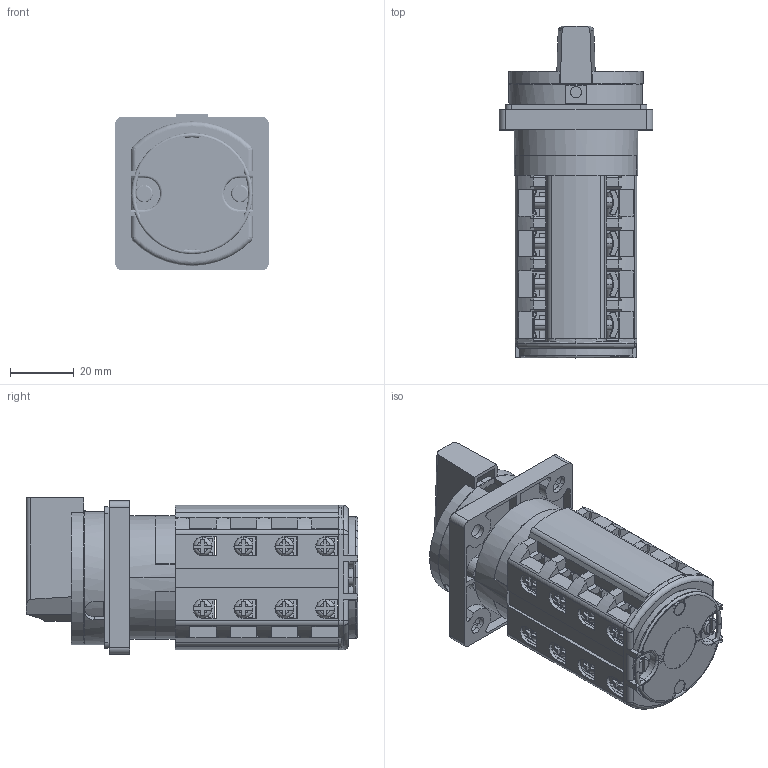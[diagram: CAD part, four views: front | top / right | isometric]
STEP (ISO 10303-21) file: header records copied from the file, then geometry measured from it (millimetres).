
FILE_DESCRIPTION((''),'2;1');
FILE_NAME('004773056_CS_25_U_LK_1P_ASM','2021-12-07T',('marketing.praksa'),('Audax d.o.o.'),'CREO PARAMETRIC BY PTC INC, 2017480','CREO PARAMETRIC BY PTC INC, 2017480','');
FILE_SCHEMA(('AUTOMOTIVE_DESIGN { 1 0 10303 214 1 1 1 1 }'));
Length unit declared in the file: millimetre
Products named in the file (51): SKLOP_LK_TURSKI_PLOCI_MAL-322_1; S_-301349_-ZAVRTKA_SO_STE-322_1; S_-301349_-ZAVRTKA_SO_STE-322_2; S_-301349_-ZAVRTKA_SO_STE-322_3; S_-301349_-ZAVRTKA_SO_STE-322_4; S_-301349_-ZAVRTKA_SO_STE-322_5; S_-301349_-ZAVRTKA_SO_STE-322_6; S_-301349_-ZAVRTKA_SO_STE-322_7; S_-301349_-ZAVRTKA_SO_STE-322_8; S_-S53408N_-KUKISTE_KONTAKTNO_1; S_-301349_-ZAVRTKA_SO_STE-322_9; S_-301349_-ZAVRTKA_SO_STE-32_10; S_-301349_-ZAVRTKA_SO_STE-32_11; S_-301349_-ZAVRTKA_SO_STE-32_12; S_-301349_-ZAVRTKA_SO_STE-32_13; S_-301349_-ZAVRTKA_SO_STE-32_14; S_-301349_-ZAVRTKA_SO_STE-32_15; S_-301349_-ZAVRTKA_SO_STE-32_16; S_-301349_-ZAVRTKA_SO_STE-32_17; S_-301349_-ZAVRTKA_SO_STE-32_18; S_-301349_-ZAVRTKA_SO_STE-32_19; S_-301349_-ZAVRTKA_SO_STE-32_20; S_-301349_-ZAVRTKA_SO_STE-32_21; S_-301349_-ZAVRTKA_SO_STE-32_22; S_-301349_-ZAVRTKA_SO_STE-32_23; S_-301349_-ZAVRTKA_SO_STE-32_24; S_-301349_-ZAVRTKA_SO_STE-32_25; S_-301349_-ZAVRTKA_SO_STE-32_26; S_-301349_-ZAVRTKA_SO_STE-32_27; S_-301349_-ZAVRTKA_SO_STE-32_28; S_-301349_-ZAVRTKA_SO_STE-32_29; S_-301349_-ZAVRTKA_SO_STE-32_30; S_-301349_-ZAVRTKA_SO_STE-32_31; S_-301349_-ZAVRTKA_SO_STE-32_32; 1-POLE_ASM; SKLOP_LK_TURSKI_PLOCI_MAL-322_2; S_-S53442N_-ZADNA_PLOCA_BS_25_2; S_-S53442N_-ZADNA_PLOCA_BS_25_3; S_-S53442N_-ZADNA_PLOCA_BS_25_4; S_-S53442N_-ZADNA_PLOCA_BS_25_5 ...
Assembly tree (50 placements, depth 3):
  004773056_CS_25_U_LK_1P_ASM
    SKLOP_LK_TURSKI_PLOCI_MAL-322_1
    1-POLE_ASM
      S_-301349_-ZAVRTKA_SO_STE-322_1
      S_-301349_-ZAVRTKA_SO_STE-322_2
      S_-301349_-ZAVRTKA_SO_STE-322_3
      S_-301349_-ZAVRTKA_SO_STE-322_4
      S_-301349_-ZAVRTKA_SO_STE-322_5
      S_-301349_-ZAVRTKA_SO_STE-322_6
      S_-301349_-ZAVRTKA_SO_STE-322_7
      S_-301349_-ZAVRTKA_SO_STE-322_8
      S_-S53408N_-KUKISTE_KONTAKTNO_1
      S_-301349_-ZAVRTKA_SO_STE-322_9
      S_-301349_-ZAVRTKA_SO_STE-32_10
      S_-301349_-ZAVRTKA_SO_STE-32_11
      S_-301349_-ZAVRTKA_SO_STE-32_12
      S_-301349_-ZAVRTKA_SO_STE-32_13
      S_-301349_-ZAVRTKA_SO_STE-32_14
      S_-301349_-ZAVRTKA_SO_STE-32_15
      S_-301349_-ZAVRTKA_SO_STE-32_16
      S_-301349_-ZAVRTKA_SO_STE-32_17
      S_-301349_-ZAVRTKA_SO_STE-32_18
      S_-301349_-ZAVRTKA_SO_STE-32_19
      S_-301349_-ZAVRTKA_SO_STE-32_20
      S_-301349_-ZAVRTKA_SO_STE-32_21
      S_-301349_-ZAVRTKA_SO_STE-32_22
      S_-301349_-ZAVRTKA_SO_STE-32_23
      S_-301349_-ZAVRTKA_SO_STE-32_24
      S_-301349_-ZAVRTKA_SO_STE-32_25
      S_-301349_-ZAVRTKA_SO_STE-32_26
      S_-301349_-ZAVRTKA_SO_STE-32_27
      S_-301349_-ZAVRTKA_SO_STE-32_28
      S_-301349_-ZAVRTKA_SO_STE-32_29
      S_-301349_-ZAVRTKA_SO_STE-32_30
      S_-301349_-ZAVRTKA_SO_STE-32_31
      S_-301349_-ZAVRTKA_SO_STE-32_32
    SKLOP_LK_TURSKI_PLOCI_MAL-322_2
    S_-S53442N_-ZADNA_PLOCA_BS_25_1_ASM
      S_-S53442N_-ZADNA_PLOCA_BS_25_2
      S_-S53442N_-ZADNA_PLOCA_BS_25_3
      S_-S53442N_-ZADNA_PLOCA_BS_25_4
      S_-S53442N_-ZADNA_PLOCA_BS_25_5
      ZAVRTKA_M3X6_1_1-1-SOLID1_1
      ZAVRTKA_M3X6_1_1-2-SOLID1_1
    KUKISTE_SO_DZVEZDA_KOMPLE-322_1
    KUKISTE_SO_DZVEZDA_KOMPLE-322_2
    SKLOP_LK_TURSKI_PLOCI_MAL-322_3
    PRT9563_1_ASM
      PRT9563_1_1
      PRT9563_1_2
      PRT9563_1_3
Bounding box: 48 x 103.9 x 49 mm (x, y, z)
Volume: 64639 mm3; surface area: 75866.9 mm2
Topology: 47 solids, 48 shells, 5470 faces, 15687 edges, 10254 vertices
Faces by surface type: plane 3177, cylinder 1659, bspline 284, torus 169, cone 106, sphere 44, extrusion 31
Entity records: 235237 total; most frequent: CARTESIAN_POINT 50744, ORIENTED_EDGE 30966, DIRECTION 28546, EDGE_CURVE 15501, VERTEX_POINT 10254, AXIS2_PLACEMENT_3D 9589, VECTOR 9368, LINE 9337
